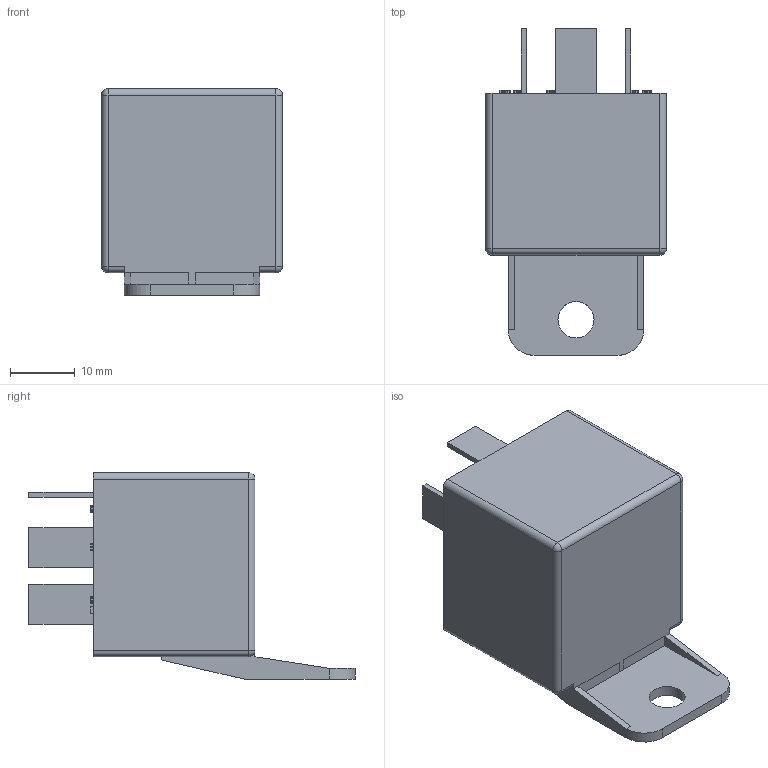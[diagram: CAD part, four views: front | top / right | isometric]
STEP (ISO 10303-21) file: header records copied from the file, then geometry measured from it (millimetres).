
FILE_DESCRIPTION(/* description */ (''),/* implementation_level */ '2;1');
FILE_NAME(/* name */ 'Gorniloxam 48V 40A Relay.step',/* time_stamp */ '2026-02-23T19:08:49-05:00',/* author */ (''),/* organization */ (''),/* preprocessor_version */ 'ST-DEVELOPER v20.1',/* originating_system */ 'Autodesk Translation Framework v14.24.0.0',/* authorisation */ '');
FILE_SCHEMA (('AUTOMOTIVE_DESIGN { 1 0 10303 214 3 1 1 }'));
Length unit declared in the file: millimetre
Products named in the file (1): 2026-02-23-11-35-40-228
Bounding box: 28 x 50.5 x 32 mm (x, y, z)
Volume: 20774.8 mm3; surface area: 6118.9 mm2
Topology: 1 solids, 1 shells, 561 faces, 1555 edges, 1032 vertices
Faces by surface type: bspline 377, plane 168, cylinder 12, sphere 4
Full cylindrical faces by diameter (mm): 5.6 x1
Entity records: 21354 total; most frequent: CARTESIAN_POINT 9576, ORIENTED_EDGE 3110, EDGE_CURVE 1555, DIRECTION 1189, VERTEX_POINT 1032, LINE 771, VECTOR 771, B_SPLINE_CURVE_WITH_KNOTS 760
